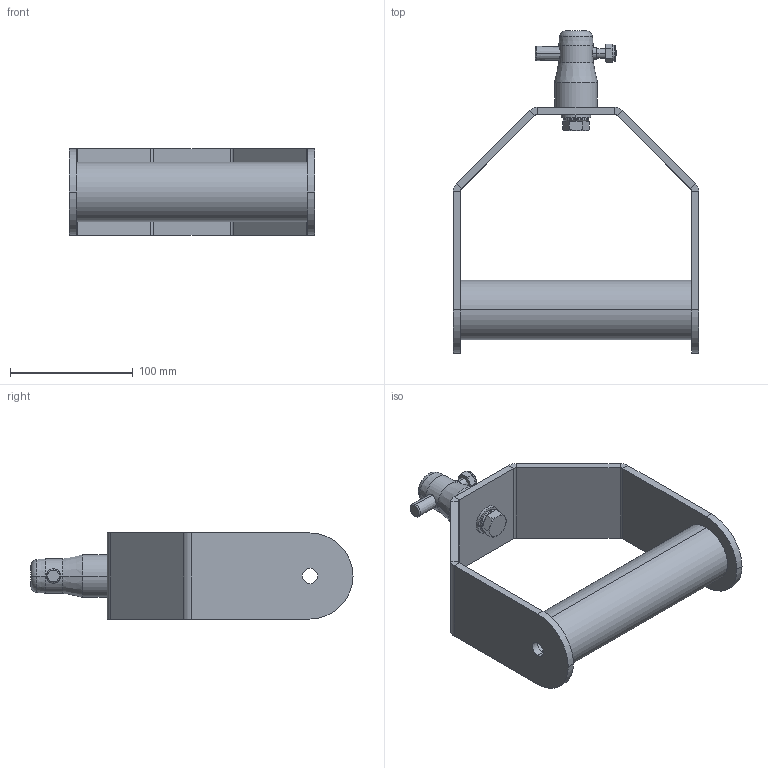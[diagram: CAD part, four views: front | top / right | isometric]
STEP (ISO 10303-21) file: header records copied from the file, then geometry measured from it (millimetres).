
FILE_DESCRIPTION (( 'STEP AP203' ), '1' );
FILE_NAME ('T45770.STEP', '2018-07-30T10:44:49', ( '' ), ( '' ), 'SwSTEP 2.0', 'SolidWorks 2016', '' );
FILE_SCHEMA (( 'CONFIG_CONTROL_DESIGN' ));
Length unit declared in the file: millimetre
Products named in the file (12): Hex Screw GradeC_Doughty Fastners_ISO 4018 - M12 x 30-WS; TH3127; DIA 48 X 188 LG ALUMINIUM BARREL_T24000; TH3126_TH3126; T45770; T45756; A Washer_Bright washer BS 4320 - M12 (Form A); TH3135; SW3dPS-nyloc nut, st stl a2 iso_M8 NYLOC; F1501; TH3125; Single Coil Rectangular Section Spring Washer_Doughty Fastners_Rectangular section spring washer BS 4464 - 12 (Type B)
Assembly tree (11 placements, depth 3):
  T45770
    TH3126_TH3126
      TH3125
      DIA 48 X 188 LG ALUMINIUM BARREL_T24000
    TH3127
    F1501
    A Washer_Bright washer BS 4320 - M12 (Form A)
    Single Coil Rectangular Section Spring Washer_Doughty Fastners_Rectangular section spring washer BS 4464 - 12 (Type B)
    Hex Screw GradeC_Doughty Fastners_ISO 4018 - M12 x 30-WS
    T45756
      TH3135
      SW3dPS-nyloc nut, st stl a2 iso_M8 NYLOC
Bounding box: 200 x 262 x 70 mm (x, y, z)
Volume: 381239 mm3; surface area: 146046.6 mm2
Topology: 9 solids, 9 shells, 279 faces, 660 edges, 400 vertices
Faces by surface type: cone 108, cylinder 86, plane 73, torus 12
Entity records: 9670 total; most frequent: CARTESIAN_POINT 1796, DIRECTION 1527, ORIENTED_EDGE 1312, EDGE_CURVE 656, AXIS2_PLACEMENT_3D 632, VERTEX_POINT 400, CIRCLE 337, EDGE_LOOP 300
